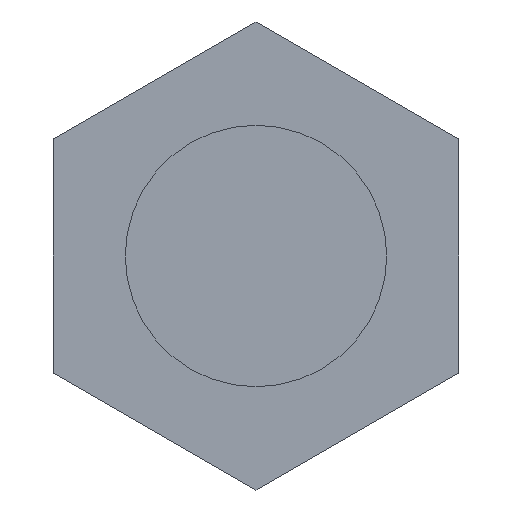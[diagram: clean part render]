
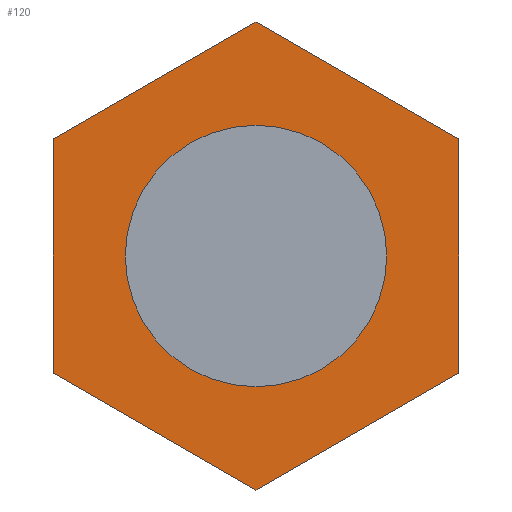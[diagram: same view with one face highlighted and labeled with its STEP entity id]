
A CAD part, front view. The second image highlights one B-rep face of the part: STEP entity #120.
In plain terms, the highlighted planar face has unit normal (0, -1, 0).
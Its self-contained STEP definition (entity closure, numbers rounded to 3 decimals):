
#8 = FACE_OUTER_BOUND ( 'NONE', #482, .T. ) ;
#17 = CARTESIAN_POINT ( 'NONE',  ( -12.29, 0., 0. ) ) ;
#46 = DIRECTION ( 'NONE',  ( 0., 0., -1. ) ) ;
#84 = DIRECTION ( 'NONE',  ( 0., -1., 0. ) ) ;
#92 = DIRECTION ( 'NONE',  ( 1., 0., 0. ) ) ;
#101 = VERTEX_POINT ( 'NONE', #444 ) ;
#110 = VERTEX_POINT ( 'NONE', #17 ) ;
#116 = CARTESIAN_POINT ( 'NONE',  ( 12.29, 0., 0. ) ) ;
#118 = DIRECTION ( 'NONE',  ( 0., -1., 0. ) ) ;
#119 = VECTOR ( 'NONE', #602, 1000. ) ;
#120 = ADVANCED_FACE ( 'NONE', ( #396, #8 ), #606, .T. ) ;
#147 = EDGE_CURVE ( 'NONE', #646, #481, #418, .T. ) ;
#150 = VECTOR ( 'NONE', #198, 1000. ) ;
#164 = ORIENTED_EDGE ( 'NONE', *, *, #147, .T. ) ;
#169 = CARTESIAN_POINT ( 'NONE',  ( 0., 0., 0. ) ) ;
#171 = DIRECTION ( 'NONE',  ( 1., 0., 0. ) ) ;
#189 = LINE ( 'NONE', #190, #150 ) ;
#190 = CARTESIAN_POINT ( 'NONE',  ( 19.05, 0., 10.999 ) ) ;
#198 = DIRECTION ( 'NONE',  ( -0.866, 0., 0.5 ) ) ;
#213 = CARTESIAN_POINT ( 'NONE',  ( 0., 0., -21.997 ) ) ;
#255 = ORIENTED_EDGE ( 'NONE', *, *, #336, .T. ) ;
#258 = ORIENTED_EDGE ( 'NONE', *, *, #663, .T. ) ;
#264 = CARTESIAN_POINT ( 'NONE',  ( 0., 0., 0. ) ) ;
#267 = ORIENTED_EDGE ( 'NONE', *, *, #579, .F. ) ;
#272 = VECTOR ( 'NONE', #656, 1000. ) ;
#274 = CARTESIAN_POINT ( 'NONE',  ( 0., 0., 21.997 ) ) ;
#295 = CIRCLE ( 'NONE', #449, 12.29 ) ;
#296 = EDGE_CURVE ( 'NONE', #481, #452, #435, .T. ) ;
#300 = VECTOR ( 'NONE', #545, 1000. ) ;
#323 = DIRECTION ( 'NONE',  ( 0., -1., 0. ) ) ;
#328 = CARTESIAN_POINT ( 'NONE',  ( 19.05, 0., -10.999 ) ) ;
#336 = EDGE_CURVE ( 'NONE', #101, #641, #703, .T. ) ;
#340 = VECTOR ( 'NONE', #404, 1000. ) ;
#343 = VERTEX_POINT ( 'NONE', #575 ) ;
#356 = CARTESIAN_POINT ( 'NONE',  ( -19.05, 0., -10.999 ) ) ;
#364 = CARTESIAN_POINT ( 'NONE',  ( -19.05, 0., 10.999 ) ) ;
#369 = VERTEX_POINT ( 'NONE', #116 ) ;
#396 = FACE_BOUND ( 'NONE', #424, .T. ) ;
#404 = DIRECTION ( 'NONE',  ( 0.866, 0., -0.5 ) ) ;
#410 = AXIS2_PLACEMENT_3D ( 'NONE', #169, #118, #171 ) ;
#418 = LINE ( 'NONE', #648, #272 ) ;
#421 = ORIENTED_EDGE ( 'NONE', *, *, #296, .T. ) ;
#424 = EDGE_LOOP ( 'NONE', ( #267, #644 ) ) ;
#435 = LINE ( 'NONE', #364, #689 ) ;
#444 = CARTESIAN_POINT ( 'NONE',  ( 0., 0., -21.997 ) ) ;
#448 = EDGE_CURVE ( 'NONE', #452, #101, #632, .T. ) ;
#449 = AXIS2_PLACEMENT_3D ( 'NONE', #264, #323, #92 ) ;
#452 = VERTEX_POINT ( 'NONE', #569 ) ;
#477 = CARTESIAN_POINT ( 'NONE',  ( 19.05, 0., -10.999 ) ) ;
#481 = VERTEX_POINT ( 'NONE', #570 ) ;
#482 = EDGE_LOOP ( 'NONE', ( #421, #673, #255, #258, #487, #164 ) ) ;
#487 = ORIENTED_EDGE ( 'NONE', *, *, #507, .T. ) ;
#507 = EDGE_CURVE ( 'NONE', #343, #646, #189, .T. ) ;
#545 = DIRECTION ( 'NONE',  ( 0.866, 0., 0.5 ) ) ;
#569 = CARTESIAN_POINT ( 'NONE',  ( -19.05, 0., -10.999 ) ) ;
#570 = CARTESIAN_POINT ( 'NONE',  ( -19.05, 0., 10.999 ) ) ;
#573 = CARTESIAN_POINT ( 'NONE',  ( 0., 0., 0. ) ) ;
#575 = CARTESIAN_POINT ( 'NONE',  ( 19.05, 0., 10.999 ) ) ;
#579 = EDGE_CURVE ( 'NONE', #369, #110, #638, .T. ) ;
#582 = AXIS2_PLACEMENT_3D ( 'NONE', #573, #84, #683 ) ;
#602 = DIRECTION ( 'NONE',  ( 0., 0., 1. ) ) ;
#606 = PLANE ( 'NONE',  #410 ) ;
#627 = EDGE_CURVE ( 'NONE', #110, #369, #295, .T. ) ;
#632 = LINE ( 'NONE', #356, #340 ) ;
#638 = CIRCLE ( 'NONE', #582, 12.29 ) ;
#641 = VERTEX_POINT ( 'NONE', #328 ) ;
#644 = ORIENTED_EDGE ( 'NONE', *, *, #627, .F. ) ;
#646 = VERTEX_POINT ( 'NONE', #274 ) ;
#647 = LINE ( 'NONE', #477, #119 ) ;
#648 = CARTESIAN_POINT ( 'NONE',  ( 0., 0., 21.997 ) ) ;
#656 = DIRECTION ( 'NONE',  ( -0.866, 0., -0.5 ) ) ;
#663 = EDGE_CURVE ( 'NONE', #641, #343, #647, .T. ) ;
#673 = ORIENTED_EDGE ( 'NONE', *, *, #448, .T. ) ;
#683 = DIRECTION ( 'NONE',  ( 1., 0., 0. ) ) ;
#689 = VECTOR ( 'NONE', #46, 1000. ) ;
#703 = LINE ( 'NONE', #213, #300 ) ;
